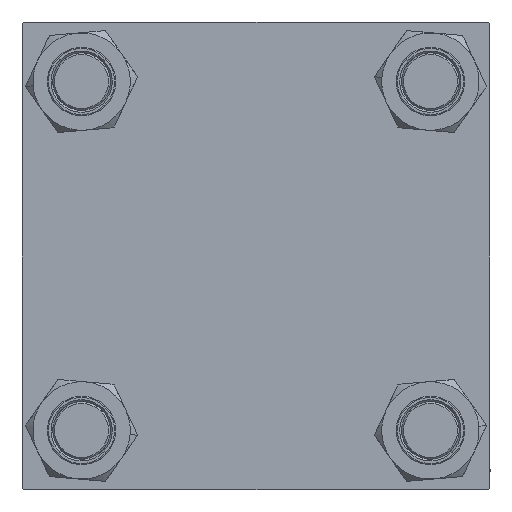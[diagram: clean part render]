
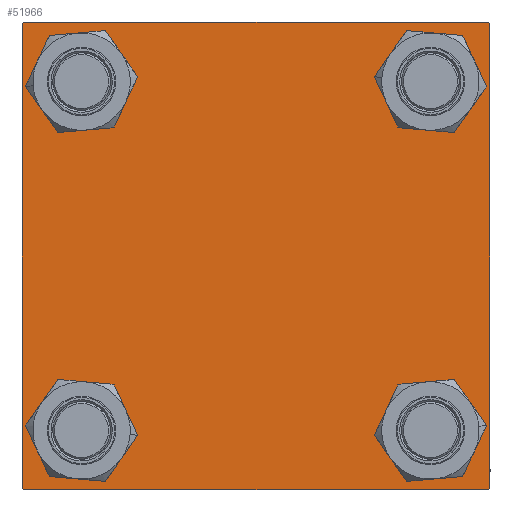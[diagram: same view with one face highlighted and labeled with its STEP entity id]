
A CAD part, left-side view. The second image highlights one B-rep face of the part: STEP entity #51966.
In plain terms, the highlighted planar face has unit normal (-1, 0, 0).
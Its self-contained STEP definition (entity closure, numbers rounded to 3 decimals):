
#312 = ORIENTED_EDGE ( 'NONE', *, *, #31380, .T. ) ;
#730 = AXIS2_PLACEMENT_3D ( 'NONE', #17315, #35023, #9182 ) ;
#1114 = EDGE_CURVE ( 'NONE', #32645, #38916, #36127, .T. ) ;
#1280 = VECTOR ( 'NONE', #38389, 1000. ) ;
#1877 = CARTESIAN_POINT ( 'NONE',  ( 0., 0., 0. ) ) ;
#2300 = ORIENTED_EDGE ( 'NONE', *, *, #23473, .T. ) ;
#2416 = AXIS2_PLACEMENT_3D ( 'NONE', #22674, #39806, #9904 ) ;
#2464 = CARTESIAN_POINT ( 'NONE',  ( 0., -48.45, 56.95 ) ) ;
#3214 = EDGE_CURVE ( 'NONE', #38916, #32645, #10238, .T. ) ;
#3326 = DIRECTION ( 'NONE',  ( 0., -0.707, 0.707 ) ) ;
#4686 = CARTESIAN_POINT ( 'NONE',  ( 0., -64.75, 64.75 ) ) ;
#6356 = VECTOR ( 'NONE', #36040, 1000. ) ;
#6461 = ORIENTED_EDGE ( 'NONE', *, *, #47623, .F. ) ;
#6744 = AXIS2_PLACEMENT_3D ( 'NONE', #16838, #56886, #34547 ) ;
#6807 = DIRECTION ( 'NONE',  ( -1., 0., 0. ) ) ;
#6922 = DIRECTION ( 'NONE',  ( 1., 0., 0. ) ) ;
#7132 = CARTESIAN_POINT ( 'NONE',  ( 0., -48.45, -48.45 ) ) ;
#7319 = VERTEX_POINT ( 'NONE', #50015 ) ;
#7408 = CARTESIAN_POINT ( 'NONE',  ( 0., 65., 65. ) ) ;
#8610 = AXIS2_PLACEMENT_3D ( 'NONE', #46692, #6922, #29295 ) ;
#8701 = CARTESIAN_POINT ( 'NONE',  ( 0., 48.45, 39.95 ) ) ;
#8763 = CARTESIAN_POINT ( 'NONE',  ( 0., 64.75, 64.75 ) ) ;
#9085 = EDGE_LOOP ( 'NONE', ( #34355, #10822 ) ) ;
#9129 = DIRECTION ( 'NONE',  ( 1., 0., 0. ) ) ;
#9182 = DIRECTION ( 'NONE',  ( 0., 0., 1. ) ) ;
#9481 = ORIENTED_EDGE ( 'NONE', *, *, #3214, .T. ) ;
#9904 = DIRECTION ( 'NONE',  ( 0., 0., 1. ) ) ;
#9924 = CARTESIAN_POINT ( 'NONE',  ( 0., 65., 65. ) ) ;
#10238 = CIRCLE ( 'NONE', #17648, 8.5 ) ;
#10707 = EDGE_LOOP ( 'NONE', ( #39512, #54104, #32466, #22554, #13209, #26711, #6461, #40904 ) ) ;
#10822 = ORIENTED_EDGE ( 'NONE', *, *, #31523, .T. ) ;
#10911 = EDGE_CURVE ( 'NONE', #11299, #38337, #34847, .T. ) ;
#11177 = FACE_BOUND ( 'NONE', #21511, .T. ) ;
#11299 = VERTEX_POINT ( 'NONE', #41709 ) ;
#11405 = CIRCLE ( 'NONE', #6744, 8.5 ) ;
#13209 = ORIENTED_EDGE ( 'NONE', *, *, #18984, .F. ) ;
#13336 = CARTESIAN_POINT ( 'NONE',  ( 0., -48.45, -56.95 ) ) ;
#13883 = CARTESIAN_POINT ( 'NONE',  ( 0., -48.45, 48.45 ) ) ;
#14065 = CARTESIAN_POINT ( 'NONE',  ( 0., -65., 65. ) ) ;
#15801 = DIRECTION ( 'NONE',  ( 0., 0., 1. ) ) ;
#16061 = VERTEX_POINT ( 'NONE', #25366 ) ;
#16093 = FACE_BOUND ( 'NONE', #9085, .T. ) ;
#16125 = CARTESIAN_POINT ( 'NONE',  ( 0., 48.45, 56.95 ) ) ;
#16283 = CIRCLE ( 'NONE', #2416, 8.5 ) ;
#16377 = EDGE_CURVE ( 'NONE', #33205, #47879, #50383, .T. ) ;
#16576 = CARTESIAN_POINT ( 'NONE',  ( 0., 64.75, -64.75 ) ) ;
#16838 = CARTESIAN_POINT ( 'NONE',  ( 0., -48.45, -48.45 ) ) ;
#17315 = CARTESIAN_POINT ( 'NONE',  ( 0., 48.45, 48.45 ) ) ;
#17469 = LINE ( 'NONE', #8763, #1280 ) ;
#17648 = AXIS2_PLACEMENT_3D ( 'NONE', #45389, #9129, #26841 ) ;
#18104 = CARTESIAN_POINT ( 'NONE',  ( 0., 48.45, -56.95 ) ) ;
#18557 = DIRECTION ( 'NONE',  ( 1., 0., 0. ) ) ;
#18984 = EDGE_CURVE ( 'NONE', #37392, #39850, #24127, .T. ) ;
#19142 = VERTEX_POINT ( 'NONE', #8701 ) ;
#19175 = CARTESIAN_POINT ( 'NONE',  ( 0., 65., -65. ) ) ;
#19574 = FACE_BOUND ( 'NONE', #23938, .T. ) ;
#19765 = DIRECTION ( 'NONE',  ( 0., 0., -1. ) ) ;
#20156 = PLANE ( 'NONE',  #42459 ) ;
#21511 = EDGE_LOOP ( 'NONE', ( #56195, #9481 ) ) ;
#22166 = EDGE_CURVE ( 'NONE', #7319, #39850, #47450, .T. ) ;
#22267 = AXIS2_PLACEMENT_3D ( 'NONE', #13883, #53647, #49011 ) ;
#22476 = CARTESIAN_POINT ( 'NONE',  ( 0., -65., -64.5 ) ) ;
#22554 = ORIENTED_EDGE ( 'NONE', *, *, #22166, .T. ) ;
#22674 = CARTESIAN_POINT ( 'NONE',  ( 0., 48.45, 48.45 ) ) ;
#22743 = VECTOR ( 'NONE', #3326, 1000. ) ;
#22923 = DIRECTION ( 'NONE',  ( 0., 0., 1. ) ) ;
#23473 = EDGE_CURVE ( 'NONE', #19142, #29648, #16283, .T. ) ;
#23938 = EDGE_LOOP ( 'NONE', ( #312, #36059 ) ) ;
#24127 = LINE ( 'NONE', #14065, #29159 ) ;
#24260 = DIRECTION ( 'NONE',  ( 0., 0., 1. ) ) ;
#25331 = VECTOR ( 'NONE', #34288, 1000. ) ;
#25366 = CARTESIAN_POINT ( 'NONE',  ( 0., 65., 64.5 ) ) ;
#26711 = ORIENTED_EDGE ( 'NONE', *, *, #48819, .T. ) ;
#26841 = DIRECTION ( 'NONE',  ( 0., 0., 1. ) ) ;
#27205 = ORIENTED_EDGE ( 'NONE', *, *, #45814, .T. ) ;
#27593 = VERTEX_POINT ( 'NONE', #13336 ) ;
#28275 = EDGE_CURVE ( 'NONE', #38337, #7319, #55160, .T. ) ;
#28483 = DIRECTION ( 'NONE',  ( 0., -1., 0. ) ) ;
#29159 = VECTOR ( 'NONE', #19765, 1000. ) ;
#29295 = DIRECTION ( 'NONE',  ( 0., 0., 1. ) ) ;
#29328 = CARTESIAN_POINT ( 'NONE',  ( 0., -48.45, -39.95 ) ) ;
#29428 = VECTOR ( 'NONE', #57234, 1000. ) ;
#29648 = VERTEX_POINT ( 'NONE', #16125 ) ;
#29784 = EDGE_CURVE ( 'NONE', #27593, #42641, #45775, .T. ) ;
#30206 = EDGE_CURVE ( 'NONE', #43254, #16061, #17469, .T. ) ;
#31380 = EDGE_CURVE ( 'NONE', #42641, #27593, #11405, .T. ) ;
#31523 = EDGE_CURVE ( 'NONE', #47879, #33205, #36401, .T. ) ;
#32211 = CIRCLE ( 'NONE', #730, 8.5 ) ;
#32466 = ORIENTED_EDGE ( 'NONE', *, *, #28275, .T. ) ;
#32645 = VERTEX_POINT ( 'NONE', #2464 ) ;
#32964 = LINE ( 'NONE', #7408, #41536 ) ;
#33205 = VERTEX_POINT ( 'NONE', #33950 ) ;
#33465 = VERTEX_POINT ( 'NONE', #52082 ) ;
#33950 = CARTESIAN_POINT ( 'NONE',  ( 0., 48.45, -39.95 ) ) ;
#34288 = DIRECTION ( 'NONE',  ( 0., -0.707, -0.707 ) ) ;
#34355 = ORIENTED_EDGE ( 'NONE', *, *, #16377, .T. ) ;
#34382 = CARTESIAN_POINT ( 'NONE',  ( 0., -64.75, -64.75 ) ) ;
#34547 = DIRECTION ( 'NONE',  ( 0., 0., 1. ) ) ;
#34751 = CARTESIAN_POINT ( 'NONE',  ( 0., -48.45, 39.95 ) ) ;
#34847 = LINE ( 'NONE', #16576, #25331 ) ;
#35023 = DIRECTION ( 'NONE',  ( 1., 0., 0. ) ) ;
#36040 = DIRECTION ( 'NONE',  ( 0., 0., -1. ) ) ;
#36059 = ORIENTED_EDGE ( 'NONE', *, *, #29784, .T. ) ;
#36127 = CIRCLE ( 'NONE', #22267, 8.5 ) ;
#36401 = CIRCLE ( 'NONE', #8610, 8.5 ) ;
#36990 = FACE_BOUND ( 'NONE', #55195, .T. ) ;
#37304 = DIRECTION ( 'NONE',  ( 1., 0., 0. ) ) ;
#37392 = VERTEX_POINT ( 'NONE', #51804 ) ;
#37809 = CARTESIAN_POINT ( 'NONE',  ( 0., 64.5, -65. ) ) ;
#38337 = VERTEX_POINT ( 'NONE', #37809 ) ;
#38389 = DIRECTION ( 'NONE',  ( 0., 0.707, -0.707 ) ) ;
#38916 = VERTEX_POINT ( 'NONE', #34751 ) ;
#39512 = ORIENTED_EDGE ( 'NONE', *, *, #53607, .T. ) ;
#39806 = DIRECTION ( 'NONE',  ( 1., 0., 0. ) ) ;
#39850 = VERTEX_POINT ( 'NONE', #22476 ) ;
#40623 = CARTESIAN_POINT ( 'NONE',  ( 0., 48.45, -48.45 ) ) ;
#40904 = ORIENTED_EDGE ( 'NONE', *, *, #30206, .T. ) ;
#41536 = VECTOR ( 'NONE', #51536, 1000. ) ;
#41709 = CARTESIAN_POINT ( 'NONE',  ( 0., 65., -64.5 ) ) ;
#42459 = AXIS2_PLACEMENT_3D ( 'NONE', #1877, #6807, #15801 ) ;
#42641 = VERTEX_POINT ( 'NONE', #29328 ) ;
#43254 = VERTEX_POINT ( 'NONE', #55220 ) ;
#45389 = CARTESIAN_POINT ( 'NONE',  ( 0., -48.45, 48.45 ) ) ;
#45775 = CIRCLE ( 'NONE', #56914, 8.5 ) ;
#45814 = EDGE_CURVE ( 'NONE', #29648, #19142, #32211, .T. ) ;
#46692 = CARTESIAN_POINT ( 'NONE',  ( 0., 48.45, -48.45 ) ) ;
#47450 = LINE ( 'NONE', #34382, #22743 ) ;
#47623 = EDGE_CURVE ( 'NONE', #43254, #33465, #32964, .T. ) ;
#47879 = VERTEX_POINT ( 'NONE', #18104 ) ;
#47966 = LINE ( 'NONE', #4686, #29428 ) ;
#48819 = EDGE_CURVE ( 'NONE', #37392, #33465, #47966, .T. ) ;
#49011 = DIRECTION ( 'NONE',  ( 0., 0., 1. ) ) ;
#49422 = AXIS2_PLACEMENT_3D ( 'NONE', #40623, #18557, #22923 ) ;
#50015 = CARTESIAN_POINT ( 'NONE',  ( 0., -64.5, -65. ) ) ;
#50251 = LINE ( 'NONE', #9924, #6356 ) ;
#50383 = CIRCLE ( 'NONE', #49422, 8.5 ) ;
#51536 = DIRECTION ( 'NONE',  ( 0., -1., 0. ) ) ;
#51804 = CARTESIAN_POINT ( 'NONE',  ( 0., -65., 64.5 ) ) ;
#51966 = ADVANCED_FACE ( 'NONE', ( #11177, #19574, #16093, #36990, #55848 ), #20156, .T. ) ;
#52082 = CARTESIAN_POINT ( 'NONE',  ( 0., -64.5, 65. ) ) ;
#53607 = EDGE_CURVE ( 'NONE', #16061, #11299, #50251, .T. ) ;
#53647 = DIRECTION ( 'NONE',  ( 1., 0., 0. ) ) ;
#54104 = ORIENTED_EDGE ( 'NONE', *, *, #10911, .T. ) ;
#55014 = VECTOR ( 'NONE', #28483, 1000. ) ;
#55160 = LINE ( 'NONE', #19175, #55014 ) ;
#55195 = EDGE_LOOP ( 'NONE', ( #27205, #2300 ) ) ;
#55220 = CARTESIAN_POINT ( 'NONE',  ( 0., 64.5, 65. ) ) ;
#55848 = FACE_OUTER_BOUND ( 'NONE', #10707, .T. ) ;
#56195 = ORIENTED_EDGE ( 'NONE', *, *, #1114, .T. ) ;
#56886 = DIRECTION ( 'NONE',  ( 1., 0., 0. ) ) ;
#56914 = AXIS2_PLACEMENT_3D ( 'NONE', #7132, #37304, #24260 ) ;
#57234 = DIRECTION ( 'NONE',  ( 0., 0.707, 0.707 ) ) ;
